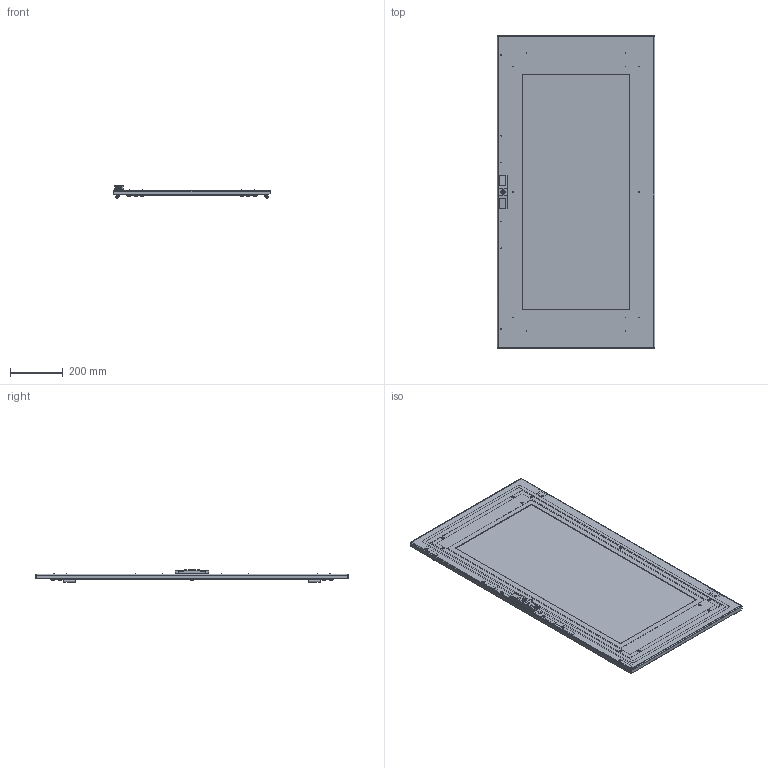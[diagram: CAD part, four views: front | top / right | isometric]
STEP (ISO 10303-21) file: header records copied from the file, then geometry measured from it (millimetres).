
FILE_DESCRIPTION (( 'STEP AP203' ), '1' );
FILE_NAME ('UR24400120604 Äâåðü îáçîðíàÿ RS52 120.60 ÑÏ (000.801.507-01).STEP', '2022-04-08T10:58:46', ( '' ), ( '' ), 'SwSTEP 2.0', 'SolidWorks 2017', '' );
FILE_SCHEMA (( 'CONFIG_CONTROL_DESIGN' ));
Length unit declared in the file: millimetre
Products named in the file (33): 040-196 Ïëàíêà çàïîðíàÿ_00 (120.00); 000.231.045 Ðàìà óñèëèâàþùàÿ RS52_02 (120.60); Âèíò ISO 10642 TX_Œ5å10; 037-50 Ïåòëÿ LC3; Óïëîòíèòåëü ÏÏÓ äëÿ äâåðêè LC3_01 (120å60); 000.800.061 Ïåòëÿ LC3_‡ ªàëâ®; UR24400120604 Äâåðü îáçîðíàÿ RS52 120.60 ÑÏ (000.801.507-01); 054-201 Ïîïåðå÷èíà äâåðè RS52_01 (00.60); 017-45 栺樏鋋_00 (120.60); 048-06 Ïðóæèíà ïåòëè çàæèìíàÿ; Âèíò ISO 10642 TX_Œ5å16; Ñêîò÷ äëÿ ñòåêëà äâåðè RS52_00 (120.60); Âèíò DIN 7500 C TORX_Œ5å16; Øïèëüêà ðåçüáîâàÿ Ì6_Œ6å12; 050-42 Âòóëêà ñêðûòîé ïåòëè; Øàéáà 6402 Ò_Œ6; 028-98 Ñêîáà; Ãàéêà Ýðèêñîíà Ì5 ñ ïëîñêîé ãîëîâêîé; 028-126 Ñêîáà LC3; Ãàéêà øåñòèãðàííàÿ âûñîêàÿ ñàìîñòîïîðÿùàÿñÿ ñ ôëàíöåì ÃÎÑÒ ISO 7043_Œ6; Øïèëüêà ðåçüáîâàÿ Ì6_Œ5å12; Øïèëüêà çàçåìëåíèÿ CKF CS_Œ6å16; 029-373 Ñîåäèíèòåëü óãëîâîé ðàìêè äâåðè RS52; 040-195 Ïëàíêà çàïîðíàÿ_00 (120.00); 012-2035 Ïàíåëü äâåðè RS52 120.00_01 (200.60); MS896 Çàìîê-íàêëàäêà îñíîâíàÿ äëÿ LC_Žâªàëâ®; 000.800.094 Ïëàíêà çàïîðíàÿ_00 (120.00); 000.800.093 Ïëàíêà çàïîðíàÿ_00 (120.00); 000.210.556 Îñíîâàíèå äâåðè RS52 120.00_01 (120.60); 054-200 Ñòîéêà äâåðè RS52_00 (120.00); 040-194 Ïëàíêà çàïîðíàÿ_00 (120.00, 180.00 - 220.00); 016-90 Øòûðü ïåòëè LC3; 000.203.275 ﾄ粢 RS52 120.00_01 (120.60)
Assembly tree (92 placements, depth 4):
  UR24400120604 Äâåðü îáçîðíàÿ RS52 120.60 ÑÏ (000.801.507-01)
    000.203.275 ﾄ粢 RS52 120.00_01 (120.60)
      000.210.556 Îñíîâàíèå äâåðè RS52 120.00_01 (120.60)
        012-2035 Ïàíåëü äâåðè RS52 120.00_01 (200.60)
        Øïèëüêà çàçåìëåíèÿ CKF CS_Œ6å16  x2
        Øïèëüêà ðåçüáîâàÿ Ì6_Œ5å12  x10
        Øïèëüêà ðåçüáîâàÿ Ì6_Œ6å12  x6
        050-42 Âòóëêà ñêðûòîé ïåòëè  x2
      000.231.045 Ðàìà óñèëèâàþùàÿ RS52_02 (120.60)
        054-200 Ñòîéêà äâåðè RS52_00 (120.00)  x2
        054-201 Ïîïåðå÷èíà äâåðè RS52_01 (00.60)  x2
        029-373 Ñîåäèíèòåëü óãëîâîé ðàìêè äâåðè RS52  x4
        Âèíò DIN 7500 C TORX_Œ5å16  x8
      Ãàéêà Ýðèêñîíà Ì5 ñ ïëîñêîé ãîëîâêîé  x10
      Óïëîòíèòåëü ÏÏÓ äëÿ äâåðêè LC3_01 (120å60)
      MS896 Çàìîê-íàêëàäêà îñíîâíàÿ äëÿ LC_Žâªàëâ®
      Âèíò ISO 10642 TX_Œ5å10  x2
      040-194 Ïëàíêà çàïîðíàÿ_00 (120.00, 180.00 - 220.00)
      000.800.093 Ïëàíêà çàïîðíàÿ_00 (120.00)
        040-195 Ïëàíêà çàïîðíàÿ_00 (120.00)
        028-98 Ñêîáà
      000.800.094 Ïëàíêà çàïîðíàÿ_00 (120.00)
        040-196 Ïëàíêà çàïîðíàÿ_00 (120.00)
        028-98 Ñêîáà
      Øàéáà 6402 Ò_Œ6  x6
      Ãàéêà øåñòèãðàííàÿ âûñîêàÿ ñàìîñòîïîðÿùàÿñÿ ñ ôëàíöåì ÃÎÑÒ ISO 7043_Œ6  x6
      Ñêîò÷ äëÿ ñòåêëà äâåðè RS52_00 (120.60)
      017-45 栺樏鋋_00 (120.60)
    000.800.061 Ïåòëÿ LC3_‡ ªàëâ®  x2
      037-50 Ïåòëÿ LC3
      016-90 Øòûðü ïåòëè LC3
      048-06 Ïðóæèíà ïåòëè çàæèìíàÿ
    028-126 Ñêîáà LC3  x2
    Âèíò ISO 10642 TX_Œ5å16  x8
Bounding box: 596.8 x 1184 x 47.95 mm (x, y, z)
Volume: 3199743.5 mm3; surface area: 2474878.5 mm2
Topology: 95 solids, 99 shells, 2842 faces, 7387 edges, 4759 vertices
Faces by surface type: cylinder 1213, plane 1099, cone 366, torus 82, bspline 66, sphere 16
Entity records: 42365 total; most frequent: CARTESIAN_POINT 9562, DIRECTION 5937, ORIENTED_EDGE 5590, EDGE_CURVE 2798, AXIS2_PLACEMENT_3D 2208, VERTEX_POINT 1816, LINE 1521, VECTOR 1521
